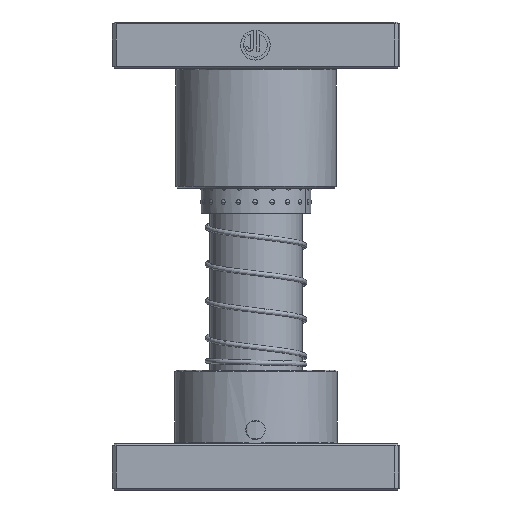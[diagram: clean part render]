
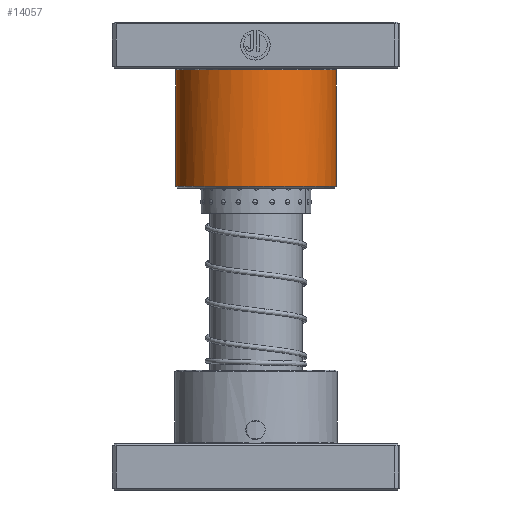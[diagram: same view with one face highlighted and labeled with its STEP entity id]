
A CAD part, front view. The second image highlights one B-rep face of the part: STEP entity #14057.
In plain terms, the highlighted cylindrical face has radius 43.5 mm (diameter 87 mm), a partial arc.
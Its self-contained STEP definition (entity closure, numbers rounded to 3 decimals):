
#942 = EDGE_CURVE ( 'NONE', #11427, #27134, #3784, .T. ) ;
#1290 = CARTESIAN_POINT ( 'NONE',  ( 43.5, 0., 26. ) ) ;
#3123 = CARTESIAN_POINT ( 'NONE',  ( -1.074, 43.5, 25.866 ) ) ;
#3691 = CARTESIAN_POINT ( 'NONE',  ( 43.5, 0., 90. ) ) ;
#3784 = LINE ( 'NONE', #25666, #54925 ) ;
#5136 = CARTESIAN_POINT ( 'NONE',  ( -43.5, 0., 26. ) ) ;
#5684 = ORIENTED_EDGE ( 'NONE', *, *, #942, .F. ) ;
#6043 = CARTESIAN_POINT ( 'NONE',  ( 6.503, 43.011, 26. ) ) ;
#6053 = CARTESIAN_POINT ( 'NONE',  ( -6.503, 43.011, 26. ) ) ;
#8072 = CARTESIAN_POINT ( 'NONE',  ( -4.338, 43.297, 25.961 ) ) ;
#9197 = CIRCLE ( 'NONE', #20660, 43.5 ) ;
#9547 = ORIENTED_EDGE ( 'NONE', *, *, #14302, .T. ) ;
#10317 = VERTEX_POINT ( 'NONE', #50369 ) ;
#10757 = CYLINDRICAL_SURFACE ( 'NONE', #29271, 43.5 ) ;
#11185 = VECTOR ( 'NONE', #33768, 1000. ) ;
#11427 = VERTEX_POINT ( 'NONE', #38187 ) ;
#13053 = CARTESIAN_POINT ( 'NONE',  ( -6.503, 43.011, 26. ) ) ;
#13249 = DIRECTION ( 'NONE',  ( 0., 0., 1. ) ) ;
#14057 = ADVANCED_FACE ( 'NONE', ( #63434 ), #10757, .T. ) ;
#14302 = EDGE_CURVE ( 'NONE', #11427, #10317, #31579, .T. ) ;
#17830 = CARTESIAN_POINT ( 'NONE',  ( 5.424, 43.174, 26. ) ) ;
#19576 = CARTESIAN_POINT ( 'NONE',  ( 0., 0., 26. ) ) ;
#20373 = EDGE_LOOP ( 'NONE', ( #9547, #58201, #23980, #28077, #43429, #5684 ) ) ;
#20660 = AXIS2_PLACEMENT_3D ( 'NONE', #42915, #13249, #47910 ) ;
#21025 = EDGE_CURVE ( 'NONE', #23037, #27134, #60613, .T. ) ;
#21694 = CARTESIAN_POINT ( 'NONE',  ( 0., 0., 89. ) ) ;
#21788 = VERTEX_POINT ( 'NONE', #6043 ) ;
#22761 = EDGE_CURVE ( 'NONE', #30327, #21788, #9197, .T. ) ;
#23037 = VERTEX_POINT ( 'NONE', #6053 ) ;
#23980 = ORIENTED_EDGE ( 'NONE', *, *, #22761, .T. ) ;
#24573 = DIRECTION ( 'NONE',  ( 1., 0., 0. ) ) ;
#25666 = CARTESIAN_POINT ( 'NONE',  ( -43.5, 0., 90. ) ) ;
#26651 = DIRECTION ( 'NONE',  ( 1., 0., 0. ) ) ;
#27134 = VERTEX_POINT ( 'NONE', #5136 ) ;
#27809 = CARTESIAN_POINT ( 'NONE',  ( 4.343, 43.296, 25.961 ) ) ;
#28077 = ORIENTED_EDGE ( 'NONE', *, *, #53797, .T. ) ;
#29271 = AXIS2_PLACEMENT_3D ( 'NONE', #49220, #49668, #59158 ) ;
#30327 = VERTEX_POINT ( 'NONE', #1290 ) ;
#31579 = CIRCLE ( 'NONE', #34680, 43.5 ) ;
#32755 = CARTESIAN_POINT ( 'NONE',  ( 1.096, 43.5, 25.866 ) ) ;
#33768 = DIRECTION ( 'NONE',  ( 0., 0., -1. ) ) ;
#34680 = AXIS2_PLACEMENT_3D ( 'NONE', #21694, #56283, #26651 ) ;
#36045 = EDGE_CURVE ( 'NONE', #10317, #30327, #37519, .T. ) ;
#37519 = LINE ( 'NONE', #3691, #11185 ) ;
#37760 = CARTESIAN_POINT ( 'NONE',  ( -2.161, 43.46, 25.893 ) ) ;
#38187 = CARTESIAN_POINT ( 'NONE',  ( -43.5, 0., 89. ) ) ;
#40519 = AXIS2_PLACEMENT_3D ( 'NONE', #19576, #54254, #24573 ) ;
#42722 = CARTESIAN_POINT ( 'NONE',  ( -5.423, 43.174, 26. ) ) ;
#42915 = CARTESIAN_POINT ( 'NONE',  ( 0., 0., 26. ) ) ;
#43429 = ORIENTED_EDGE ( 'NONE', *, *, #21025, .T. ) ;
#44041 = B_SPLINE_CURVE_WITH_KNOTS ( 'NONE', 3,
 ( #52274, #17830, #27809, #62404, #32755, #3123, #37760, #8072, #42722, #13053 ),
 .UNSPECIFIED., .F., .F.,
 ( 4, 2, 2, 2, 4 ),
 ( 0., 0.003, 0.007, 0.01, 0.013 ),
 .UNSPECIFIED. ) ;
#47910 = DIRECTION ( 'NONE',  ( 1., 0., 0. ) ) ;
#49220 = CARTESIAN_POINT ( 'NONE',  ( 0., 0., 90. ) ) ;
#49668 = DIRECTION ( 'NONE',  ( 0., 0., -1. ) ) ;
#50369 = CARTESIAN_POINT ( 'NONE',  ( 43.5, 0., 89. ) ) ;
#52274 = CARTESIAN_POINT ( 'NONE',  ( 6.503, 43.011, 26. ) ) ;
#53797 = EDGE_CURVE ( 'NONE', #21788, #23037, #44041, .T. ) ;
#54254 = DIRECTION ( 'NONE',  ( 0., 0., 1. ) ) ;
#54925 = VECTOR ( 'NONE', #55487, 1000. ) ;
#55487 = DIRECTION ( 'NONE',  ( 0., 0., -1. ) ) ;
#56283 = DIRECTION ( 'NONE',  ( 0., 0., -1. ) ) ;
#58201 = ORIENTED_EDGE ( 'NONE', *, *, #36045, .T. ) ;
#59158 = DIRECTION ( 'NONE',  ( -1., 0., 0. ) ) ;
#60613 = CIRCLE ( 'NONE', #40519, 43.5 ) ;
#62404 = CARTESIAN_POINT ( 'NONE',  ( 2.18, 43.459, 25.893 ) ) ;
#63434 = FACE_OUTER_BOUND ( 'NONE', #20373, .T. ) ;
